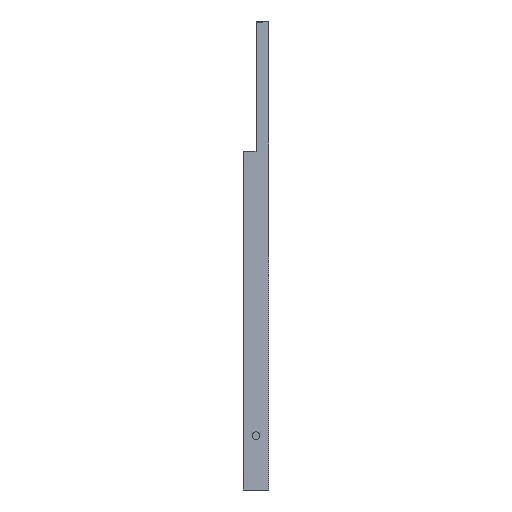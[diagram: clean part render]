
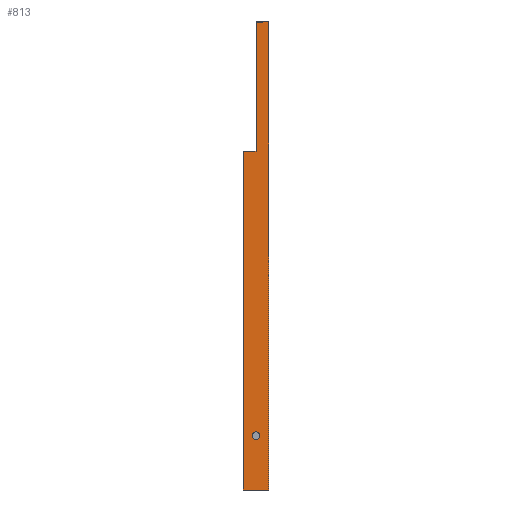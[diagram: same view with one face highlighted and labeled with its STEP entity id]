
A CAD part, left-side view. The second image highlights one B-rep face of the part: STEP entity #813.
In plain terms, the highlighted planar face has unit normal (-1, 0, 0).
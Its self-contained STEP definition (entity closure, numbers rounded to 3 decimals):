
#38 = ORIENTED_EDGE ( 'NONE', *, *, #1713, .F. ) ;
#87 = DIRECTION ( 'NONE',  ( 1., 0., 0. ) ) ;
#92 = LINE ( 'NONE', #1262, #2066 ) ;
#124 = LINE ( 'NONE', #2198, #1890 ) ;
#189 = EDGE_LOOP ( 'NONE', ( #993, #585, #1848, #1252, #1598, #799 ) ) ;
#194 = VERTEX_POINT ( 'NONE', #1392 ) ;
#211 = VERTEX_POINT ( 'NONE', #285 ) ;
#285 = CARTESIAN_POINT ( 'NONE',  ( -99.5, 0., -125. ) ) ;
#315 = EDGE_CURVE ( 'NONE', #1099, #665, #92, .T. ) ;
#337 = CARTESIAN_POINT ( 'NONE',  ( -99.5, 5., -105.5 ) ) ;
#363 = CARTESIAN_POINT ( 'NONE',  ( -99.5, 5., -104. ) ) ;
#370 = AXIS2_PLACEMENT_3D ( 'NONE', #498, #87, #1226 ) ;
#396 = EDGE_CURVE ( 'NONE', #211, #1099, #2639, .T. ) ;
#398 = AXIS2_PLACEMENT_3D ( 'NONE', #363, #2388, #564 ) ;
#498 = CARTESIAN_POINT ( 'NONE',  ( -99.5, 10., 210. ) ) ;
#536 = VECTOR ( 'NONE', #964, 1000. ) ;
#538 = CIRCLE ( 'NONE', #828, 1.5 ) ;
#547 = CARTESIAN_POINT ( 'NONE',  ( -99.5, 0., 210. ) ) ;
#564 = DIRECTION ( 'NONE',  ( 0., 0., 1. ) ) ;
#585 = ORIENTED_EDGE ( 'NONE', *, *, #2841, .F. ) ;
#665 = VERTEX_POINT ( 'NONE', #2288 ) ;
#754 = VECTOR ( 'NONE', #805, 1000. ) ;
#799 = ORIENTED_EDGE ( 'NONE', *, *, #396, .T. ) ;
#805 = DIRECTION ( 'NONE',  ( 0., 0., 1. ) ) ;
#813 = ADVANCED_FACE ( 'NONE', ( #1442, #963 ), #2566, .F. ) ;
#828 = AXIS2_PLACEMENT_3D ( 'NONE', #1331, #2243, #882 ) ;
#882 = DIRECTION ( 'NONE',  ( 0., 0., 1. ) ) ;
#894 = LINE ( 'NONE', #2932, #2524 ) ;
#963 = FACE_OUTER_BOUND ( 'NONE', #189, .T. ) ;
#964 = DIRECTION ( 'NONE',  ( 0., 0., 1. ) ) ;
#993 = ORIENTED_EDGE ( 'NONE', *, *, #315, .T. ) ;
#1063 = CARTESIAN_POINT ( 'NONE',  ( -99.5, 10., 6. ) ) ;
#1094 = VERTEX_POINT ( 'NONE', #1858 ) ;
#1099 = VERTEX_POINT ( 'NONE', #2536 ) ;
#1226 = DIRECTION ( 'NONE',  ( 0., 0., -1. ) ) ;
#1230 = DIRECTION ( 'NONE',  ( 0., -1., 0. ) ) ;
#1252 = ORIENTED_EDGE ( 'NONE', *, *, #2059, .F. ) ;
#1262 = CARTESIAN_POINT ( 'NONE',  ( -99.5, 0., 56. ) ) ;
#1276 = VERTEX_POINT ( 'NONE', #337 ) ;
#1331 = CARTESIAN_POINT ( 'NONE',  ( -99.5, 5., -104. ) ) ;
#1392 = CARTESIAN_POINT ( 'NONE',  ( -99.5, 10., -125. ) ) ;
#1408 = LINE ( 'NONE', #1690, #2232 ) ;
#1442 = FACE_BOUND ( 'NONE', #2262, .T. ) ;
#1464 = DIRECTION ( 'NONE',  ( 0., 1., 0. ) ) ;
#1501 = VERTEX_POINT ( 'NONE', #2292 ) ;
#1598 = ORIENTED_EDGE ( 'NONE', *, *, #1623, .F. ) ;
#1623 = EDGE_CURVE ( 'NONE', #211, #194, #1408, .T. ) ;
#1690 = CARTESIAN_POINT ( 'NONE',  ( -99.5, 0., -125. ) ) ;
#1713 = EDGE_CURVE ( 'NONE', #1501, #1276, #2557, .T. ) ;
#1717 = CARTESIAN_POINT ( 'NONE',  ( -99.5, 10., 210. ) ) ;
#1804 = DIRECTION ( 'NONE',  ( 0., 0., 1. ) ) ;
#1848 = ORIENTED_EDGE ( 'NONE', *, *, #2265, .F. ) ;
#1858 = CARTESIAN_POINT ( 'NONE',  ( -99.5, 5., 6. ) ) ;
#1890 = VECTOR ( 'NONE', #1230, 1000. ) ;
#2059 = EDGE_CURVE ( 'NONE', #194, #2330, #2143, .T. ) ;
#2066 = VECTOR ( 'NONE', #2400, 1000. ) ;
#2143 = LINE ( 'NONE', #1717, #536 ) ;
#2198 = CARTESIAN_POINT ( 'NONE',  ( -99.5, 5., 6. ) ) ;
#2232 = VECTOR ( 'NONE', #1464, 1000. ) ;
#2243 = DIRECTION ( 'NONE',  ( -1., 0., 0. ) ) ;
#2262 = EDGE_LOOP ( 'NONE', ( #38, #2449 ) ) ;
#2265 = EDGE_CURVE ( 'NONE', #2330, #1094, #124, .T. ) ;
#2288 = CARTESIAN_POINT ( 'NONE',  ( -99.5, 5., 56. ) ) ;
#2292 = CARTESIAN_POINT ( 'NONE',  ( -99.5, 5., -102.5 ) ) ;
#2330 = VERTEX_POINT ( 'NONE', #1063 ) ;
#2388 = DIRECTION ( 'NONE',  ( -1., 0., 0. ) ) ;
#2400 = DIRECTION ( 'NONE',  ( 0., 1., 0. ) ) ;
#2449 = ORIENTED_EDGE ( 'NONE', *, *, #2458, .F. ) ;
#2458 = EDGE_CURVE ( 'NONE', #1276, #1501, #538, .T. ) ;
#2524 = VECTOR ( 'NONE', #1804, 1000. ) ;
#2536 = CARTESIAN_POINT ( 'NONE',  ( -99.5, 0., 56. ) ) ;
#2557 = CIRCLE ( 'NONE', #398, 1.5 ) ;
#2566 = PLANE ( 'NONE',  #370 ) ;
#2639 = LINE ( 'NONE', #547, #754 ) ;
#2841 = EDGE_CURVE ( 'NONE', #1094, #665, #894, .T. ) ;
#2932 = CARTESIAN_POINT ( 'NONE',  ( -99.5, 5., 56. ) ) ;
